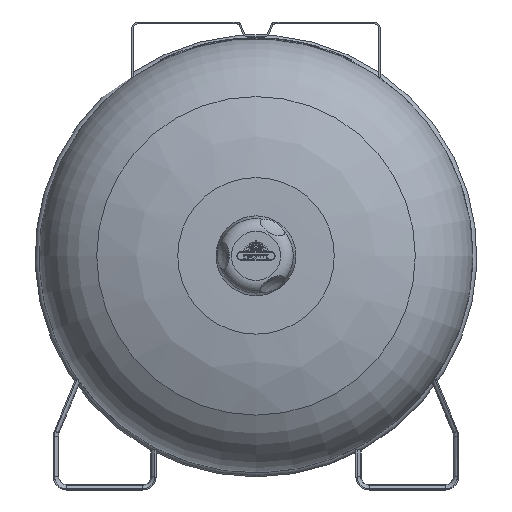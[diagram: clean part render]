
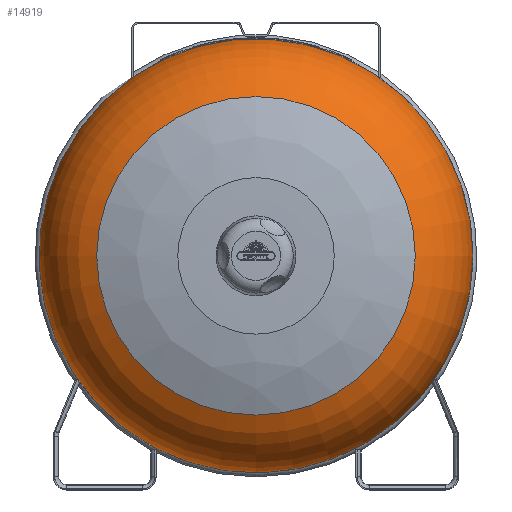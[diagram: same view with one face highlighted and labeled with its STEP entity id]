
A CAD part, left-side view. The second image highlights one B-rep face of the part: STEP entity #14919.
In plain terms, the highlighted toroidal (fillet/blend) face has major radius 106.224 mm and minor radius 83.778 mm.
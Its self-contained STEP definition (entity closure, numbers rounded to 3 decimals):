
#3154=TOROIDAL_SURFACE('',#16262,106.224,83.778);
#3735=FACE_BOUND('',#5340,.T.);
#4328=FACE_OUTER_BOUND('',#5339,.T.);
#5339=EDGE_LOOP('',(#12357,#12358));
#5340=EDGE_LOOP('',(#12359));
#5849=CIRCLE('',#15366,190.);
#6269=CIRCLE('',#16263,139.542);
#6270=CIRCLE('',#16264,139.542);
#6503=VERTEX_POINT('',#21278);
#7293=VERTEX_POINT('',#27050);
#7294=VERTEX_POINT('',#27051);
#7850=EDGE_CURVE('',#6503,#6503,#5849,.T.);
#9106=EDGE_CURVE('',#7293,#7294,#6269,.T.);
#9107=EDGE_CURVE('',#7294,#7293,#6270,.T.);
#12357=ORIENTED_EDGE('',*,*,#9106,.F.);
#12358=ORIENTED_EDGE('',*,*,#9107,.F.);
#12359=ORIENTED_EDGE('',*,*,#7850,.T.);
#14919=ADVANCED_FACE('',(#4328,#3735),#3154,.T.);
#15366=AXIS2_PLACEMENT_3D('',#21279,#16957,#16958);
#16262=AXIS2_PLACEMENT_3D('',#27049,#19452,#19453);
#16263=AXIS2_PLACEMENT_3D('',#27052,#19454,#19455);
#16264=AXIS2_PLACEMENT_3D('',#27053,#19456,#19457);
#16957=DIRECTION('center_axis',(-1.,0.,0.));
#16958=DIRECTION('ref_axis',(0.,-1.,0.));
#19452=DIRECTION('center_axis',(-1.,0.,0.));
#19453=DIRECTION('ref_axis',(0.,1.,0.));
#19454=DIRECTION('center_axis',(-1.,0.,0.));
#19455=DIRECTION('ref_axis',(0.,-1.,0.));
#19456=DIRECTION('center_axis',(-1.,0.,0.));
#19457=DIRECTION('ref_axis',(0.,-1.,0.));
#21278=CARTESIAN_POINT('',(35436.622,-24.261,1690.47));
#21279=CARTESIAN_POINT('Origin',(35436.622,165.739,1690.47));
#27049=CARTESIAN_POINT('Origin',(35435.958,165.739,1690.47));
#27050=CARTESIAN_POINT('',(35359.089,26.197,1690.47));
#27051=CARTESIAN_POINT('',(35359.089,165.739,1550.928));
#27052=CARTESIAN_POINT('Origin',(35359.089,165.739,1690.47));
#27053=CARTESIAN_POINT('Origin',(35359.089,165.739,1690.47));
